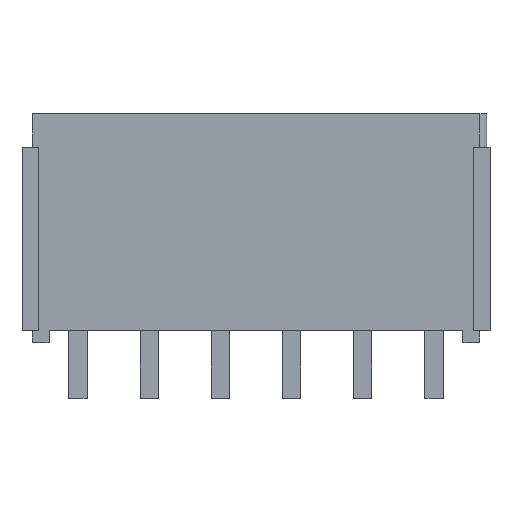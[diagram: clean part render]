
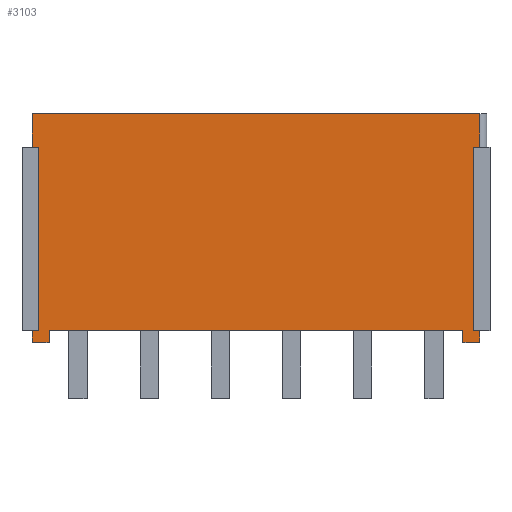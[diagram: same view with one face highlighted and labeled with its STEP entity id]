
A CAD part, top view. The second image highlights one B-rep face of the part: STEP entity #3103.
In plain terms, the highlighted planar face has unit normal (0, 0, 1).
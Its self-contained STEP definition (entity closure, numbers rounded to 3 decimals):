
#5=DIRECTION('',(0.,-1.,0.));
#6=VECTOR('',#5,0.7);
#7=CARTESIAN_POINT('',(-13.2,0.7,4.8));
#8=LINE('',#7,#6);
#29=DIRECTION('',(0.,-1.,0.));
#30=VECTOR('',#29,2.);
#31=CARTESIAN_POINT('',(-13.2,13.5,4.8));
#32=LINE('',#31,#30);
#105=DIRECTION('',(1.,0.,0.));
#106=VECTOR('',#105,0.4);
#107=CARTESIAN_POINT('',(-13.2,0.7,4.8));
#108=LINE('',#107,#106);
#109=DIRECTION('',(0.,1.,0.));
#110=VECTOR('',#109,10.8);
#111=CARTESIAN_POINT('',(-12.8,0.7,4.8));
#112=LINE('',#111,#110);
#113=DIRECTION('',(1.,0.,0.));
#114=VECTOR('',#113,0.4);
#115=CARTESIAN_POINT('',(-13.2,11.5,4.8));
#116=LINE('',#115,#114);
#117=DIRECTION('',(1.,0.,0.));
#118=VECTOR('',#117,26.4);
#119=CARTESIAN_POINT('',(-13.2,13.5,4.8));
#120=LINE('',#119,#118);
#121=DIRECTION('',(1.,0.,0.));
#122=VECTOR('',#121,0.4);
#123=CARTESIAN_POINT('',(12.8,11.5,4.8));
#124=LINE('',#123,#122);
#125=DIRECTION('',(0.,1.,0.));
#126=VECTOR('',#125,10.8);
#127=CARTESIAN_POINT('',(12.8,0.7,4.8));
#128=LINE('',#127,#126);
#129=DIRECTION('',(1.,0.,0.));
#130=VECTOR('',#129,0.4);
#131=CARTESIAN_POINT('',(12.8,0.7,4.8));
#132=LINE('',#131,#130);
#133=DIRECTION('',(0.,1.,0.));
#134=VECTOR('',#133,0.7);
#135=CARTESIAN_POINT('',(12.2,0.,4.8));
#136=LINE('',#135,#134);
#137=DIRECTION('',(-1.,0.,0.));
#138=VECTOR('',#137,24.4);
#139=CARTESIAN_POINT('',(12.2,0.7,4.8));
#140=LINE('',#139,#138);
#141=DIRECTION('',(0.,1.,0.));
#142=VECTOR('',#141,0.7);
#143=CARTESIAN_POINT('',(-12.2,0.,4.8));
#144=LINE('',#143,#142);
#658=DIRECTION('',(1.,0.,0.));
#659=VECTOR('',#658,1.);
#660=CARTESIAN_POINT('',(-13.2,0.,4.8));
#661=LINE('',#660,#659);
#674=DIRECTION('',(1.,0.,0.));
#675=VECTOR('',#674,1.);
#676=CARTESIAN_POINT('',(12.2,0.,4.8));
#677=LINE('',#676,#675);
#718=DIRECTION('',(0.,-1.,0.));
#719=VECTOR('',#718,0.7);
#720=CARTESIAN_POINT('',(13.2,0.7,4.8));
#721=LINE('',#720,#719);
#734=DIRECTION('',(0.,-1.,0.));
#735=VECTOR('',#734,2.);
#736=CARTESIAN_POINT('',(13.2,13.5,4.8));
#737=LINE('',#736,#735);
#2216=CARTESIAN_POINT('',(-13.2,13.5,4.8));
#2218=VERTEX_POINT('',#2216);
#2219=CARTESIAN_POINT('',(13.2,13.5,4.8));
#2220=VERTEX_POINT('',#2219);
#2339=CARTESIAN_POINT('',(-12.2,0.,4.8));
#2340=CARTESIAN_POINT('',(-12.2,0.7,4.8));
#2341=VERTEX_POINT('',#2339);
#2342=VERTEX_POINT('',#2340);
#2343=CARTESIAN_POINT('',(12.2,0.,4.8));
#2344=CARTESIAN_POINT('',(12.2,0.7,4.8));
#2345=VERTEX_POINT('',#2343);
#2346=VERTEX_POINT('',#2344);
#2347=CARTESIAN_POINT('',(-13.2,0.,4.8));
#2348=VERTEX_POINT('',#2347);
#2349=CARTESIAN_POINT('',(13.2,0.,4.8));
#2350=VERTEX_POINT('',#2349);
#2603=CARTESIAN_POINT('',(-13.2,0.7,4.8));
#2605=VERTEX_POINT('',#2603);
#2607=CARTESIAN_POINT('',(-13.2,11.5,4.8));
#2609=VERTEX_POINT('',#2607);
#2611=CARTESIAN_POINT('',(13.2,0.7,4.8));
#2613=VERTEX_POINT('',#2611);
#2615=CARTESIAN_POINT('',(13.2,11.5,4.8));
#2617=VERTEX_POINT('',#2615);
#2619=CARTESIAN_POINT('',(-12.8,0.7,4.8));
#2620=VERTEX_POINT('',#2619);
#2621=CARTESIAN_POINT('',(12.8,0.7,4.8));
#2622=VERTEX_POINT('',#2621);
#2623=CARTESIAN_POINT('',(-12.8,11.5,4.8));
#2624=VERTEX_POINT('',#2623);
#2625=CARTESIAN_POINT('',(12.8,11.5,4.8));
#2626=VERTEX_POINT('',#2625);
#3070=CARTESIAN_POINT('',(-13.2,13.5,4.8));
#3071=DIRECTION('',(0.,0.,1.));
#3072=DIRECTION('',(0.,-1.,0.));
#3073=AXIS2_PLACEMENT_3D('',#3070,#3071,#3072);
#3074=PLANE('',#3073);
#3075=ORIENTED_EDGE('',*,*,#2993,.T.);
#3077=ORIENTED_EDGE('',*,*,#3076,.T.);
#3078=ORIENTED_EDGE('',*,*,#3038,.F.);
#3079=ORIENTED_EDGE('',*,*,#2970,.F.);
#3081=ORIENTED_EDGE('',*,*,#3080,.T.);
#3083=ORIENTED_EDGE('',*,*,#3082,.T.);
#3084=ORIENTED_EDGE('',*,*,#3065,.F.);
#3086=ORIENTED_EDGE('',*,*,#3085,.F.);
#3087=ORIENTED_EDGE('',*,*,#3005,.T.);
#3089=ORIENTED_EDGE('',*,*,#3088,.T.);
#3091=ORIENTED_EDGE('',*,*,#3090,.F.);
#3093=ORIENTED_EDGE('',*,*,#3092,.T.);
#3095=ORIENTED_EDGE('',*,*,#3094,.T.);
#3097=ORIENTED_EDGE('',*,*,#3096,.F.);
#3099=ORIENTED_EDGE('',*,*,#3098,.F.);
#3100=ORIENTED_EDGE('',*,*,#2958,.F.);
#3101=EDGE_LOOP('',(#3075,#3077,#3078,#3079,#3081,#3083,#3084,#3086,#3087,#3089,
#3091,#3093,#3095,#3097,#3099,#3100));
#3102=FACE_OUTER_BOUND('',#3101,.F.);
#3103=ADVANCED_FACE('',(#3102),#3074,.T.);
#2958=EDGE_CURVE('',#2605,#2348,#8,.T.);
#2970=EDGE_CURVE('',#2218,#2609,#32,.T.);
#2993=EDGE_CURVE('',#2605,#2620,#108,.T.);
#3005=EDGE_CURVE('',#2622,#2613,#132,.T.);
#3038=EDGE_CURVE('',#2609,#2624,#116,.T.);
#3065=EDGE_CURVE('',#2626,#2617,#124,.T.);
#3076=EDGE_CURVE('',#2620,#2624,#112,.T.);
#3080=EDGE_CURVE('',#2218,#2220,#120,.T.);
#3082=EDGE_CURVE('',#2220,#2617,#737,.T.);
#3085=EDGE_CURVE('',#2622,#2626,#128,.T.);
#3088=EDGE_CURVE('',#2613,#2350,#721,.T.);
#3090=EDGE_CURVE('',#2345,#2350,#677,.T.);
#3092=EDGE_CURVE('',#2345,#2346,#136,.T.);
#3094=EDGE_CURVE('',#2346,#2342,#140,.T.);
#3096=EDGE_CURVE('',#2341,#2342,#144,.T.);
#3098=EDGE_CURVE('',#2348,#2341,#661,.T.);
